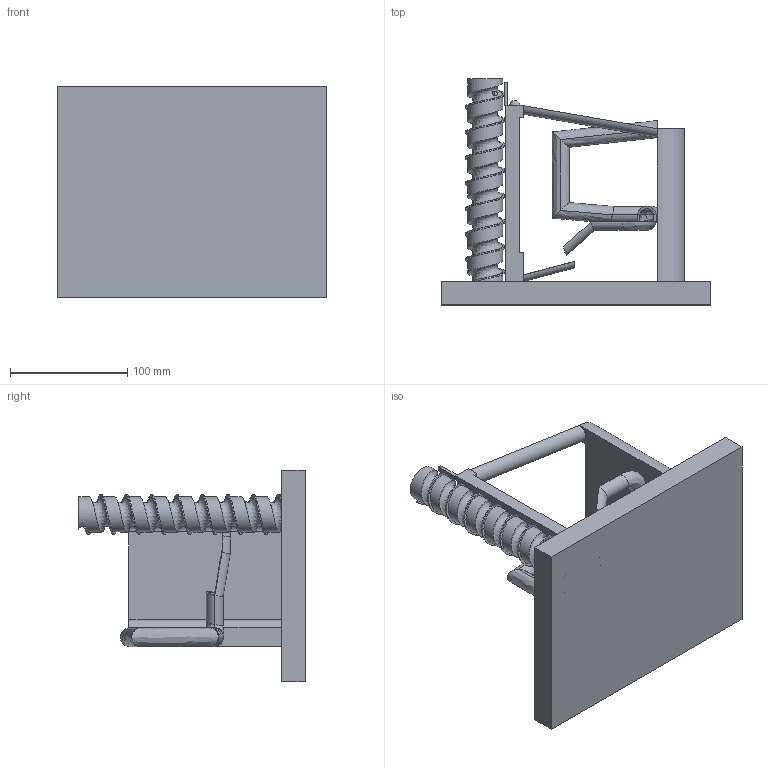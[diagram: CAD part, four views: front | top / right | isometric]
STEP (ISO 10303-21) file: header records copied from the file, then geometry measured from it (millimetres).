
FILE_DESCRIPTION( ( '' ), ' ' );
FILE_NAME( '5ade889e1ea4a80fb108ba21.step', '2018-04-24T01:30:07', ( '' ), ( '' ), ' ', ' ', ' ' );
FILE_SCHEMA( ( 'AUTOMOTIVE_DESIGN { 1 0 10303 214 1 1 1 1 }' ) );
Length unit declared in the file: metre
Products named in the file (10): Part 1; Part 8; Part 12; Part 4; Part 6; Part 7; Part 13; Part 5
Bounding box: 230 x 193 x 180 mm (x, y, z)
Volume: 1210453.6 mm3; surface area: 255140.5 mm2
Topology: 10 solids, 10 shells, 163 faces, 369 edges, 227 vertices
Faces by surface type: plane 92, bspline 44, cylinder 23, extrusion 3, sphere 1
Full cylindrical faces by diameter (mm): 3.729 x1, 5 x8, 44 x1, 45 x1
Entity records: 9091 total; most frequent: CARTESIAN_POINT 4308, ORIENTED_EDGE 706, DIRECTION 656, EDGE_CURVE 353, AXIS2_PLACEMENT_3D 227, VERTEX_POINT 226, VECTOR 202, LINE 199
